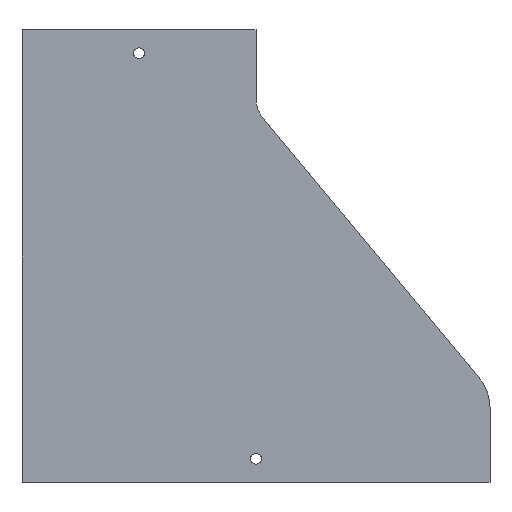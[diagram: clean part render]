
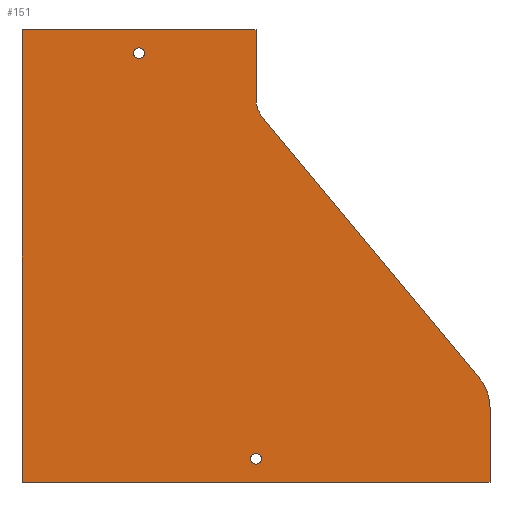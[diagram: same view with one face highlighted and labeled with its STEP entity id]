
A CAD part, front view. The second image highlights one B-rep face of the part: STEP entity #151.
In plain terms, the highlighted planar face has unit normal (0, -1, 0).
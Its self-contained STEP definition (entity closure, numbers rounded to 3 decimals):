
#21 = AXIS2_PLACEMENT_3D ( 'NONE', #1686, #1684, #1690 ) ;
#55 = AXIS2_PLACEMENT_3D ( 'NONE', #1554, #1555, #1556 ) ;
#56 = AXIS2_PLACEMENT_3D ( 'NONE', #1551, #1552, #1553 ) ;
#57 = AXIS2_PLACEMENT_3D ( 'NONE', #1544, #1545, #1546 ) ;
#58 = AXIS2_PLACEMENT_3D ( 'NONE', #1541, #1542, #1543 ) ;
#75 = EDGE_CURVE ( 'NONE', #1015, #1006, #1131, .T. ) ;
#97 = EDGE_CURVE ( 'NONE', #1038, #989, #1171, .T. ) ;
#100 = EDGE_CURVE ( 'NONE', #1015, #1040, #1179, .T. ) ;
#105 = EDGE_CURVE ( 'NONE', #1791, #1791, #1189, .T. ) ;
#106 = EDGE_CURVE ( 'NONE', #1793, #1793, #1193, .T. ) ;
#107 = EDGE_CURVE ( 'NONE', #1040, #1038, #1191, .T. ) ;
#108 = EDGE_CURVE ( 'NONE', #1006, #1046, #1192, .T. ) ;
#109 = EDGE_CURVE ( 'NONE', #1046, #1041, #1196, .T. ) ;
#110 = EDGE_CURVE ( 'NONE', #1041, #976, #1194, .T. ) ;
#151 = ADVANCED_FACE ( 'NONE', ( #1259, #1268, #1264 ), #1688, .F. ) ;
#285 = ORIENTED_EDGE ( 'NONE', *, *, #459, .T. ) ;
#286 = ORIENTED_EDGE ( 'NONE', *, *, #110, .T. ) ;
#287 = ORIENTED_EDGE ( 'NONE', *, *, #109, .T. ) ;
#288 = ORIENTED_EDGE ( 'NONE', *, *, #108, .T. ) ;
#289 = ORIENTED_EDGE ( 'NONE', *, *, #75, .T. ) ;
#290 = ORIENTED_EDGE ( 'NONE', *, *, #100, .F. ) ;
#291 = ORIENTED_EDGE ( 'NONE', *, *, #107, .F. ) ;
#292 = ORIENTED_EDGE ( 'NONE', *, *, #97, .F. ) ;
#293 = ORIENTED_EDGE ( 'NONE', *, *, #106, .F. ) ;
#294 = ORIENTED_EDGE ( 'NONE', *, *, #105, .F. ) ;
#459 = EDGE_CURVE ( 'NONE', #976, #989, #1421, .T. ) ;
#507 = CARTESIAN_POINT ( 'NONE',  ( 150., 0., -44.139 ) ) ;
#520 = CARTESIAN_POINT ( 'NONE',  ( 150., 0., 0. ) ) ;
#537 = CARTESIAN_POINT ( 'NONE',  ( 300., 0., -242.241 ) ) ;
#546 = CARTESIAN_POINT ( 'NONE',  ( 300., 0., -290. ) ) ;
#569 = CARTESIAN_POINT ( 'NONE',  ( 0., 0., 0. ) ) ;
#571 = CARTESIAN_POINT ( 'NONE',  ( 0., 0., -290. ) ) ;
#572 = CARTESIAN_POINT ( 'NONE',  ( 154.636, 0., -56.942 ) ) ;
#577 = CARTESIAN_POINT ( 'NONE',  ( 293.047, 0., -223.035 ) ) ;
#578 = CARTESIAN_POINT ( 'NONE',  ( 150., 0., -278.5 ) ) ;
#581 = CARTESIAN_POINT ( 'NONE',  ( 75., 0., -18.5 ) ) ;
#607 = DIRECTION ( 'NONE',  ( 0., 0., 1. ) ) ;
#628 = CARTESIAN_POINT ( 'NONE',  ( 300., 0., -242.241 ) ) ;
#791 = CARTESIAN_POINT ( 'NONE',  ( 150., 0., 0. ) ) ;
#792 = DIRECTION ( 'NONE',  ( 0., 0., 1. ) ) ;
#976 = VERTEX_POINT ( 'NONE', #507 ) ;
#989 = VERTEX_POINT ( 'NONE', #520 ) ;
#1006 = VERTEX_POINT ( 'NONE', #537 ) ;
#1015 = VERTEX_POINT ( 'NONE', #546 ) ;
#1038 = VERTEX_POINT ( 'NONE', #569 ) ;
#1040 = VERTEX_POINT ( 'NONE', #571 ) ;
#1041 = VERTEX_POINT ( 'NONE', #572 ) ;
#1046 = VERTEX_POINT ( 'NONE', #577 ) ;
#1071 = EDGE_LOOP ( 'NONE', ( #292, #291, #290, #289, #288, #287, #286, #285 ) ) ;
#1073 = EDGE_LOOP ( 'NONE', ( #293 ) ) ;
#1077 = EDGE_LOOP ( 'NONE', ( #294 ) ) ;
#1131 = LINE ( 'NONE', #628, #1138 ) ;
#1138 = VECTOR ( 'NONE', #607, 1000. ) ;
#1171 = LINE ( 'NONE', #1516, #1176 ) ;
#1176 = VECTOR ( 'NONE', #1525, 1000. ) ;
#1179 = LINE ( 'NONE', #1530, #1182 ) ;
#1182 = VECTOR ( 'NONE', #1531, 1000. ) ;
#1189 = CIRCLE ( 'NONE', #58, 3.5 ) ;
#1191 = LINE ( 'NONE', #1533, #1195 ) ;
#1192 = CIRCLE ( 'NONE', #56, 30. ) ;
#1193 = CIRCLE ( 'NONE', #57, 3.5 ) ;
#1194 = CIRCLE ( 'NONE', #55, 20. ) ;
#1195 = VECTOR ( 'NONE', #1547, 1000. ) ;
#1196 = LINE ( 'NONE', #1540, #1197 ) ;
#1197 = VECTOR ( 'NONE', #1548, 1000. ) ;
#1259 = FACE_BOUND ( 'NONE', #1077, .T. ) ;
#1264 = FACE_OUTER_BOUND ( 'NONE', #1071, .T. ) ;
#1268 = FACE_BOUND ( 'NONE', #1073, .T. ) ;
#1421 = LINE ( 'NONE', #791, #1424 ) ;
#1424 = VECTOR ( 'NONE', #792, 1000. ) ;
#1516 = CARTESIAN_POINT ( 'NONE',  ( -150., 0., 0. ) ) ;
#1525 = DIRECTION ( 'NONE',  ( 1., 0., 0. ) ) ;
#1530 = CARTESIAN_POINT ( 'NONE',  ( -300., 0., -290. ) ) ;
#1531 = DIRECTION ( 'NONE',  ( -1., 0., 0. ) ) ;
#1533 = CARTESIAN_POINT ( 'NONE',  ( 0., 0., 0. ) ) ;
#1540 = CARTESIAN_POINT ( 'NONE',  ( 154.636, 0., -56.942 ) ) ;
#1541 = CARTESIAN_POINT ( 'NONE',  ( 150., 0., -275. ) ) ;
#1542 = DIRECTION ( 'NONE',  ( 0., -1., 0. ) ) ;
#1543 = DIRECTION ( 'NONE',  ( 0., 0., -1. ) ) ;
#1544 = CARTESIAN_POINT ( 'NONE',  ( 75., 0., -15. ) ) ;
#1545 = DIRECTION ( 'NONE',  ( 0., -1., 0. ) ) ;
#1546 = DIRECTION ( 'NONE',  ( 0., 0., -1. ) ) ;
#1547 = DIRECTION ( 'NONE',  ( 0., 0., 1. ) ) ;
#1548 = DIRECTION ( 'NONE',  ( -0.64, 0., 0.768 ) ) ;
#1551 = CARTESIAN_POINT ( 'NONE',  ( 270., 0., -242.241 ) ) ;
#1552 = DIRECTION ( 'NONE',  ( 0., -1., 0. ) ) ;
#1553 = DIRECTION ( 'NONE',  ( 0., 0., 1. ) ) ;
#1554 = CARTESIAN_POINT ( 'NONE',  ( 170., 0., -44.139 ) ) ;
#1555 = DIRECTION ( 'NONE',  ( 0., 1., 0. ) ) ;
#1556 = DIRECTION ( 'NONE',  ( 0., 0., 1. ) ) ;
#1684 = DIRECTION ( 'NONE',  ( 0., 1., 0. ) ) ;
#1686 = CARTESIAN_POINT ( 'NONE',  ( -170., 0., -44.139 ) ) ;
#1688 = PLANE ( 'NONE',  #21 ) ;
#1690 = DIRECTION ( 'NONE',  ( 0., 0., 1. ) ) ;
#1791 = VERTEX_POINT ( 'NONE', #578 ) ;
#1793 = VERTEX_POINT ( 'NONE', #581 ) ;
